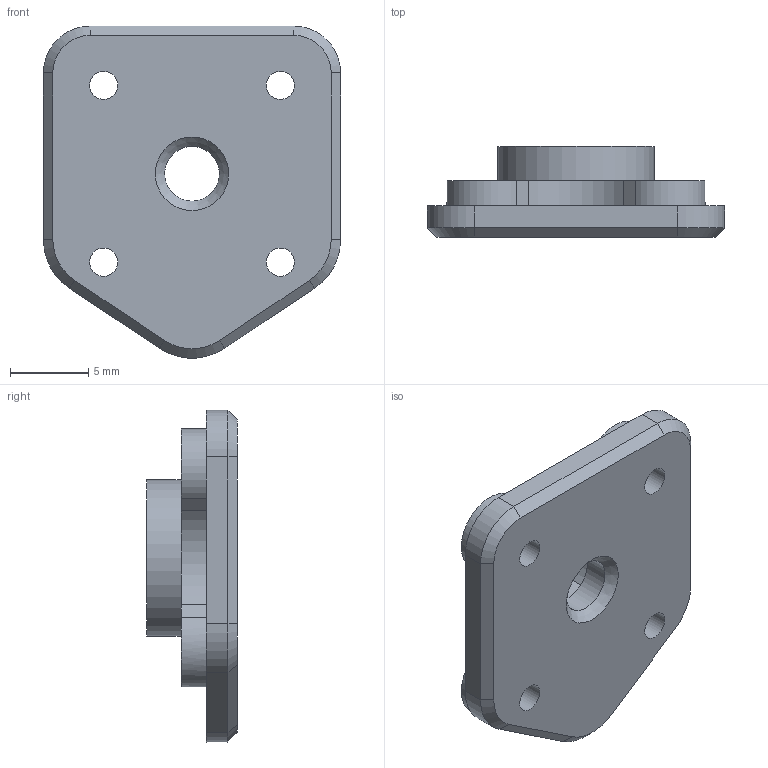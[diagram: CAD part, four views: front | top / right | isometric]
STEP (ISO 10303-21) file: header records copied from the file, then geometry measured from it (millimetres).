
FILE_DESCRIPTION(/* description */ (''),/* implementation_level */ '2;1');
FILE_NAME(/* name */ 'ServoAdapterPlate v1.step',/* time_stamp */ '2021-01-01T16:40:49+01:00',/* author */ (''),/* organization */ (''),/* preprocessor_version */ 'ST-DEVELOPER v18.1',/* originating_system */ 'Autodesk Translation Framework v9.7.1.1290',/* authorisation */ '');
FILE_SCHEMA (('AUTOMOTIVE_DESIGN { 1 0 10303 214 3 1 1 }'));
Length unit declared in the file: millimetre
Products named in the file (1): ServoAdapterPlate
Bounding box: 19 x 5.8 x 21.23 mm (x, y, z)
Volume: 1021.7 mm3; surface area: 1118.6 mm2
Topology: 1 solids, 1 shells, 53 faces, 132 edges, 83 vertices
Faces by surface type: plane 26, cylinder 20, cone 7
Full cylindrical faces by diameter (mm): 1.8 x4, 3.5 x1, 10 x1
Entity records: 1630 total; most frequent: DIRECTION 287, CARTESIAN_POINT 275, ORIENTED_EDGE 264, EDGE_CURVE 132, AXIS2_PLACEMENT_3D 103, VERTEX_POINT 83, LINE 81, VECTOR 81
